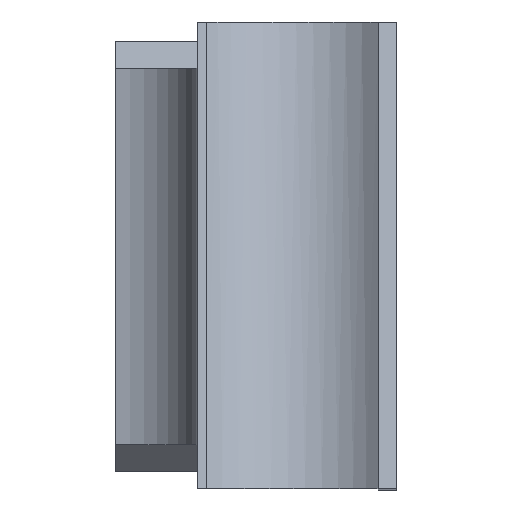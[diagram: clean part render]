
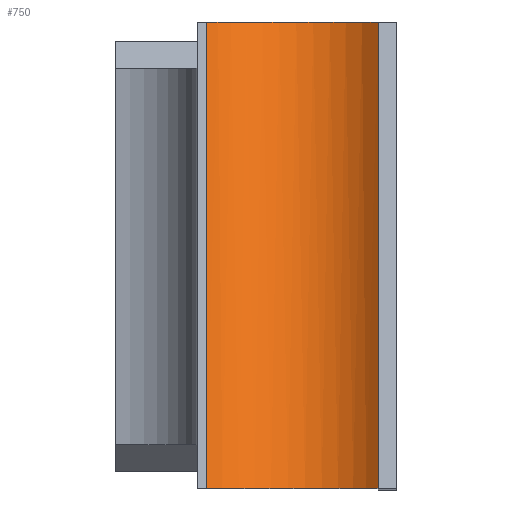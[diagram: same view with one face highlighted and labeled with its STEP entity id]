
A CAD part, top view. The second image highlights one B-rep face of the part: STEP entity #750.
In plain terms, the highlighted cylindrical face has radius 13.5 mm (diameter 27 mm), a partial arc.
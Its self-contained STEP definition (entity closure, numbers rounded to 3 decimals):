
#19=ELLIPSE('',#815,14.366,13.5);
#20=ELLIPSE('',#816,14.366,13.5);
#57=FACE_OUTER_BOUND('',#97,.T.);
#97=EDGE_LOOP('',(#541,#542,#543,#544));
#144=LINE('',#1112,#232);
#152=LINE('',#1130,#240);
#232=VECTOR('',#895,10.);
#240=VECTOR('',#907,10.);
#341=VERTEX_POINT('',#1110);
#342=VERTEX_POINT('',#1111);
#349=VERTEX_POINT('',#1128);
#350=VERTEX_POINT('',#1129);
#416=EDGE_CURVE('',#341,#342,#144,.T.);
#424=EDGE_CURVE('',#349,#350,#152,.T.);
#428=EDGE_CURVE('',#342,#349,#19,.F.);
#429=EDGE_CURVE('',#341,#350,#20,.T.);
#541=ORIENTED_EDGE('',*,*,#428,.F.);
#542=ORIENTED_EDGE('',*,*,#416,.F.);
#543=ORIENTED_EDGE('',*,*,#429,.T.);
#544=ORIENTED_EDGE('',*,*,#424,.F.);
#734=CYLINDRICAL_SURFACE('',#814,13.5);
#750=ADVANCED_FACE('',(#57),#734,.F.);
#814=AXIS2_PLACEMENT_3D('',#1136,#911,#912);
#815=AXIS2_PLACEMENT_3D('',#1137,#913,#914);
#816=AXIS2_PLACEMENT_3D('',#1138,#915,#916);
#895=DIRECTION('',(0.,-0.94,0.342));
#907=DIRECTION('',(0.,0.94,-0.342));
#911=DIRECTION('center_axis',(0.,-0.94,0.342));
#912=DIRECTION('ref_axis',(-0.704,-0.243,-0.668));
#913=DIRECTION('center_axis',(0.,-1.,0.));
#914=DIRECTION('ref_axis',(0.,0.,-1.));
#915=DIRECTION('center_axis',(0.,1.,0.));
#916=DIRECTION('ref_axis',(0.,0.,-1.));
#1110=CARTESIAN_POINT('',(0.,25.8,57.5));
#1111=CARTESIAN_POINT('',(0.,-25.8,76.281));
#1112=CARTESIAN_POINT('',(0.,13.242,62.071));
#1128=CARTESIAN_POINT('',(-19.,-25.8,76.281));
#1129=CARTESIAN_POINT('',(-19.,25.8,57.5));
#1130=CARTESIAN_POINT('',(-19.,13.242,62.071));
#1136=CARTESIAN_POINT('Origin',(-9.5,16.523,71.084));
#1137=CARTESIAN_POINT('Origin',(-9.5,-25.8,86.488));
#1138=CARTESIAN_POINT('Origin',(-9.5,25.8,67.707));
